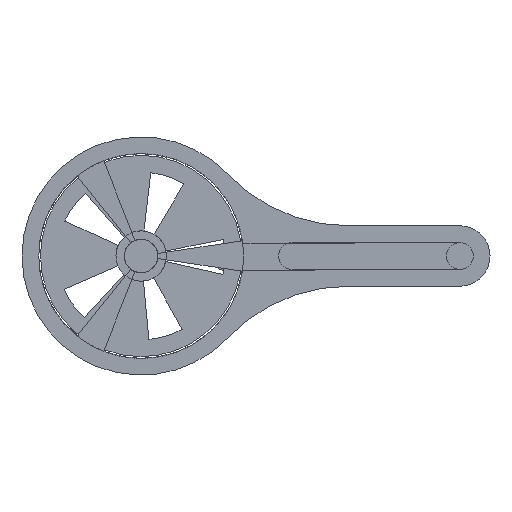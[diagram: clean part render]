
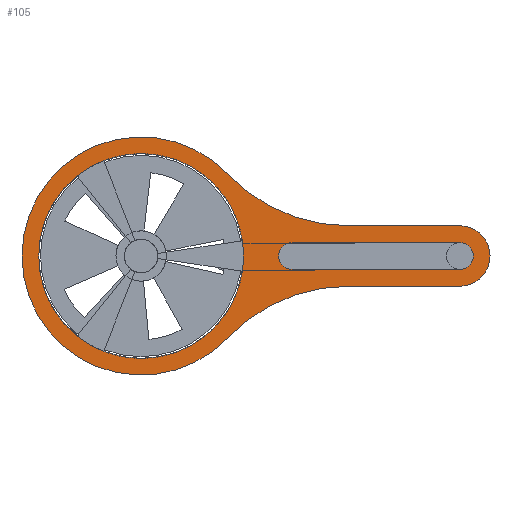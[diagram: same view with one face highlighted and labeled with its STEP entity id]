
A CAD part, front view. The second image highlights one B-rep face of the part: STEP entity #105.
In plain terms, the highlighted face is planar.
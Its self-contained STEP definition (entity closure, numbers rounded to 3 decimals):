
#19 = EDGE_CURVE ( 'NONE', #929, #97, #341, .T. ) ;
#66 = VERTEX_POINT ( 'NONE', #244 ) ;
#68 = VERTEX_POINT ( 'NONE', #419 ) ;
#89 = EDGE_CURVE ( 'NONE', #2764, #661, #669, .T. ) ;
#97 = VERTEX_POINT ( 'NONE', #2950 ) ;
#101 = ORIENTED_EDGE ( 'NONE', *, *, #563, .F. ) ;
#105 = ADVANCED_FACE ( 'NONE', ( #2944, #1833, #1695 ), #1302, .T. ) ;
#141 = DIRECTION ( 'NONE',  ( 1., 0., 0. ) ) ;
#148 = DIRECTION ( 'NONE',  ( 1., 0., 0. ) ) ;
#151 = EDGE_CURVE ( 'NONE', #2710, #68, #1618, .T. ) ;
#169 = ORIENTED_EDGE ( 'NONE', *, *, #249, .T. ) ;
#185 = DIRECTION ( 'NONE',  ( 0., 0., 1. ) ) ;
#244 = CARTESIAN_POINT ( 'NONE',  ( 82., 0., 15. ) ) ;
#249 = EDGE_CURVE ( 'NONE', #1074, #2366, #2661, .T. ) ;
#259 = ORIENTED_EDGE ( 'NONE', *, *, #89, .T. ) ;
#267 = CARTESIAN_POINT ( 'NONE',  ( 51.387, -48.994, 15. ) ) ;
#325 = DIRECTION ( 'NONE',  ( 0., 0., -1. ) ) ;
#340 = CARTESIAN_POINT ( 'NONE',  ( 90., -8., 15. ) ) ;
#341 = LINE ( 'NONE', #1127, #2629 ) ;
#348 = DIRECTION ( 'NONE',  ( 0., 0., 1. ) ) ;
#371 = VECTOR ( 'NONE', #2888, 1000. ) ;
#419 = CARTESIAN_POINT ( 'NONE',  ( -61., 0., 15. ) ) ;
#457 = EDGE_CURVE ( 'NONE', #66, #929, #2907, .T. ) ;
#489 = VERTEX_POINT ( 'NONE', #2739 ) ;
#533 = DIRECTION ( 'NONE',  ( 0., 0., 1. ) ) ;
#546 = CIRCLE ( 'NONE', #2002, 71. ) ;
#563 = EDGE_CURVE ( 'NONE', #2764, #2540, #1982, .T. ) ;
#567 = DIRECTION ( 'NONE',  ( 0., 0., 1. ) ) ;
#585 = AXIS2_PLACEMENT_3D ( 'NONE', #2953, #1543, #148 ) ;
#599 = EDGE_CURVE ( 'NONE', #68, #2710, #3012, .T. ) ;
#607 = CARTESIAN_POINT ( 'NONE',  ( 0., -18., 15. ) ) ;
#661 = VERTEX_POINT ( 'NONE', #1372 ) ;
#668 = ORIENTED_EDGE ( 'NONE', *, *, #2847, .T. ) ;
#669 = CIRCLE ( 'NONE', #1952, 18. ) ;
#678 = EDGE_LOOP ( 'NONE', ( #2581, #1701 ) ) ;
#814 = EDGE_CURVE ( 'NONE', #2540, #1265, #2353, .T. ) ;
#837 = DIRECTION ( 'NONE',  ( 0., 0., 1. ) ) ;
#851 = DIRECTION ( 'NONE',  ( 1., 0., 0. ) ) ;
#895 = CARTESIAN_POINT ( 'NONE',  ( 51.387, 48.994, 15. ) ) ;
#929 = VERTEX_POINT ( 'NONE', #340 ) ;
#939 = AXIS2_PLACEMENT_3D ( 'NONE', #1748, #348, #1986 ) ;
#951 = EDGE_CURVE ( 'NONE', #489, #66, #2201, .T. ) ;
#958 = DIRECTION ( 'NONE',  ( 0., 0., 1. ) ) ;
#993 = LINE ( 'NONE', #1721, #371 ) ;
#1000 = CARTESIAN_POINT ( 'NONE',  ( 190., 0., 15. ) ) ;
#1058 = CARTESIAN_POINT ( 'NONE',  ( 61., 0., 15. ) ) ;
#1074 = VERTEX_POINT ( 'NONE', #895 ) ;
#1116 = AXIS2_PLACEMENT_3D ( 'NONE', #1966, #567, #2207 ) ;
#1127 = CARTESIAN_POINT ( 'NONE',  ( 0., -8., 15. ) ) ;
#1135 = DIRECTION ( 'NONE',  ( 0., 0., 1. ) ) ;
#1236 = DIRECTION ( 'NONE',  ( 1., 0., 0. ) ) ;
#1265 = VERTEX_POINT ( 'NONE', #267 ) ;
#1282 = VECTOR ( 'NONE', #2524, 1000. ) ;
#1302 = PLANE ( 'NONE',  #2596 ) ;
#1372 = CARTESIAN_POINT ( 'NONE',  ( 190., 18., 15. ) ) ;
#1404 = EDGE_LOOP ( 'NONE', ( #1640, #1584, #169, #668, #2481, #101, #259 ) ) ;
#1419 = EDGE_CURVE ( 'NONE', #661, #2386, #993, .T. ) ;
#1543 = DIRECTION ( 'NONE',  ( 0., 0., 1. ) ) ;
#1579 = CARTESIAN_POINT ( 'NONE',  ( 0., 0., 15. ) ) ;
#1584 = ORIENTED_EDGE ( 'NONE', *, *, #2532, .T. ) ;
#1603 = CIRCLE ( 'NONE', #2384, 100. ) ;
#1613 = CARTESIAN_POINT ( 'NONE',  ( 0., 0., 15. ) ) ;
#1618 = CIRCLE ( 'NONE', #2437, 61. ) ;
#1640 = ORIENTED_EDGE ( 'NONE', *, *, #1419, .T. ) ;
#1695 = FACE_OUTER_BOUND ( 'NONE', #1404, .T. ) ;
#1701 = ORIENTED_EDGE ( 'NONE', *, *, #151, .F. ) ;
#1721 = CARTESIAN_POINT ( 'NONE',  ( 0., 18., 15. ) ) ;
#1731 = CARTESIAN_POINT ( 'NONE',  ( 123.762, 118., 15. ) ) ;
#1748 = CARTESIAN_POINT ( 'NONE',  ( 90., 0., 15. ) ) ;
#1784 = AXIS2_PLACEMENT_3D ( 'NONE', #1931, #533, #2175 ) ;
#1789 = CARTESIAN_POINT ( 'NONE',  ( 190., -18., 15. ) ) ;
#1812 = DIRECTION ( 'NONE',  ( 1., 0., 0. ) ) ;
#1824 = CIRCLE ( 'NONE', #2058, 8. ) ;
#1833 = FACE_BOUND ( 'NONE', #678, .T. ) ;
#1843 = ORIENTED_EDGE ( 'NONE', *, *, #457, .F. ) ;
#1886 = DIRECTION ( 'NONE',  ( 1., 0., 0. ) ) ;
#1891 = ORIENTED_EDGE ( 'NONE', *, *, #951, .F. ) ;
#1898 = CARTESIAN_POINT ( 'NONE',  ( -71., 0., 15. ) ) ;
#1931 = CARTESIAN_POINT ( 'NONE',  ( 123.762, -118., 15. ) ) ;
#1952 = AXIS2_PLACEMENT_3D ( 'NONE', #2035, #837, #851 ) ;
#1958 = DIRECTION ( 'NONE',  ( 1., 0., 0. ) ) ;
#1966 = CARTESIAN_POINT ( 'NONE',  ( 0., 0., 15. ) ) ;
#1982 = LINE ( 'NONE', #607, #1282 ) ;
#1986 = DIRECTION ( 'NONE',  ( 1., 0., 0. ) ) ;
#2002 = AXIS2_PLACEMENT_3D ( 'NONE', #1579, #185, #1812 ) ;
#2035 = CARTESIAN_POINT ( 'NONE',  ( 190., 0., 15. ) ) ;
#2058 = AXIS2_PLACEMENT_3D ( 'NONE', #1000, #2657, #1236 ) ;
#2140 = CARTESIAN_POINT ( 'NONE',  ( 123.762, 18., 15. ) ) ;
#2159 = VERTEX_POINT ( 'NONE', #2597 ) ;
#2175 = DIRECTION ( 'NONE',  ( 1., 0., 0. ) ) ;
#2201 = CIRCLE ( 'NONE', #939, 8. ) ;
#2207 = DIRECTION ( 'NONE',  ( 1., 0., 0. ) ) ;
#2240 = DIRECTION ( 'NONE',  ( 0., 0., 1. ) ) ;
#2272 = VECTOR ( 'NONE', #2744, 1000. ) ;
#2353 = CIRCLE ( 'NONE', #1784, 100. ) ;
#2366 = VERTEX_POINT ( 'NONE', #1898 ) ;
#2384 = AXIS2_PLACEMENT_3D ( 'NONE', #1731, #325, #1958 ) ;
#2386 = VERTEX_POINT ( 'NONE', #2140 ) ;
#2416 = ORIENTED_EDGE ( 'NONE', *, *, #2449, .F. ) ;
#2437 = AXIS2_PLACEMENT_3D ( 'NONE', #1613, #958, #2610 ) ;
#2449 = EDGE_CURVE ( 'NONE', #97, #2159, #1824, .T. ) ;
#2481 = ORIENTED_EDGE ( 'NONE', *, *, #814, .F. ) ;
#2493 = CARTESIAN_POINT ( 'NONE',  ( 0., 0., 15. ) ) ;
#2524 = DIRECTION ( 'NONE',  ( -1., 0., 0. ) ) ;
#2532 = EDGE_CURVE ( 'NONE', #2386, #1074, #1603, .T. ) ;
#2540 = VERTEX_POINT ( 'NONE', #2673 ) ;
#2546 = CARTESIAN_POINT ( 'NONE',  ( 0., 0., 15. ) ) ;
#2581 = ORIENTED_EDGE ( 'NONE', *, *, #599, .F. ) ;
#2596 = AXIS2_PLACEMENT_3D ( 'NONE', #2493, #2240, #141 ) ;
#2597 = CARTESIAN_POINT ( 'NONE',  ( 190., 8., 15. ) ) ;
#2610 = DIRECTION ( 'NONE',  ( 1., 0., 0. ) ) ;
#2629 = VECTOR ( 'NONE', #1886, 1000. ) ;
#2642 = AXIS2_PLACEMENT_3D ( 'NONE', #2546, #1135, #2784 ) ;
#2657 = DIRECTION ( 'NONE',  ( 0., 0., 1. ) ) ;
#2661 = CIRCLE ( 'NONE', #1116, 71. ) ;
#2673 = CARTESIAN_POINT ( 'NONE',  ( 123.762, -18., 15. ) ) ;
#2710 = VERTEX_POINT ( 'NONE', #1058 ) ;
#2739 = CARTESIAN_POINT ( 'NONE',  ( 90., 8., 15. ) ) ;
#2744 = DIRECTION ( 'NONE',  ( 1., 0., 0. ) ) ;
#2764 = VERTEX_POINT ( 'NONE', #1789 ) ;
#2784 = DIRECTION ( 'NONE',  ( 1., 0., 0. ) ) ;
#2790 = EDGE_CURVE ( 'NONE', #489, #2159, #2899, .T. ) ;
#2847 = EDGE_CURVE ( 'NONE', #2366, #1265, #546, .T. ) ;
#2869 = ORIENTED_EDGE ( 'NONE', *, *, #2790, .T. ) ;
#2888 = DIRECTION ( 'NONE',  ( -1., 0., 0. ) ) ;
#2897 = ORIENTED_EDGE ( 'NONE', *, *, #19, .F. ) ;
#2899 = LINE ( 'NONE', #2959, #2272 ) ;
#2907 = CIRCLE ( 'NONE', #585, 8. ) ;
#2944 = FACE_BOUND ( 'NONE', #2968, .T. ) ;
#2950 = CARTESIAN_POINT ( 'NONE',  ( 190., -8., 15. ) ) ;
#2953 = CARTESIAN_POINT ( 'NONE',  ( 90., 0., 15. ) ) ;
#2959 = CARTESIAN_POINT ( 'NONE',  ( 0., 8., 15. ) ) ;
#2968 = EDGE_LOOP ( 'NONE', ( #2897, #1843, #1891, #2869, #2416 ) ) ;
#3012 = CIRCLE ( 'NONE', #2642, 61. ) ;
